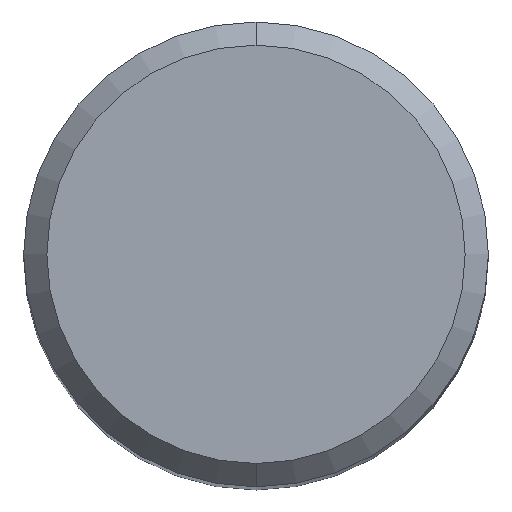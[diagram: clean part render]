
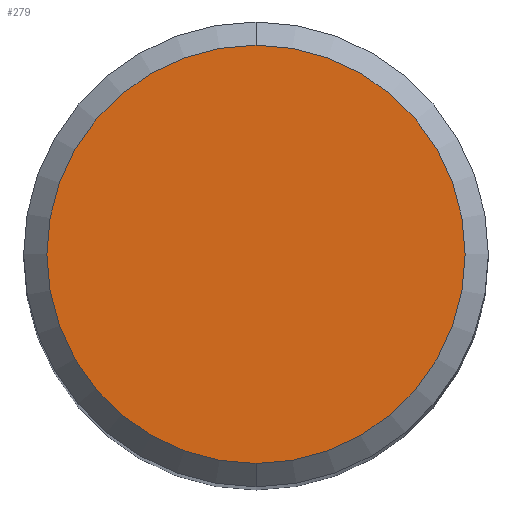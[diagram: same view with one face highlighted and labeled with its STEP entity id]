
A CAD part, top view. The second image highlights one B-rep face of the part: STEP entity #279.
In plain terms, the highlighted planar face has unit normal (0, 0, 1).
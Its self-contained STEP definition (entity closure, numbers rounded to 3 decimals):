
#183=EDGE_CURVE('',#329,#373,#476,.T.);
#201=EDGE_CURVE('',#373,#329,#497,.T.);
#279=ADVANCED_FACE('',(#585),#586,.T.);
#329=VERTEX_POINT('',#638);
#373=VERTEX_POINT('',#687);
#476=CIRCLE('',#793,4.5);
#497=CIRCLE('',#871,4.5);
#585=FACE_OUTER_BOUND('',#1002,.T.);
#586=PLANE('',#1003);
#638=CARTESIAN_POINT('',(0.,-4.5,0.0));
#687=CARTESIAN_POINT('',(0.0,4.5,0.0));
#793=AXIS2_PLACEMENT_3D('',#1435,#1436,#1437);
#871=AXIS2_PLACEMENT_3D('',#1474,#1475,#1476);
#1002=EDGE_LOOP('',(#1582,#1583));
#1003=AXIS2_PLACEMENT_3D('',#1584,#1585,#1586);
#1435=CARTESIAN_POINT('',(0.0,0.0,0.0));
#1436=DIRECTION('',(0.0,0.0,-1.0));
#1437=DIRECTION('',(0.0,1.0,0.0));
#1474=CARTESIAN_POINT('',(0.0,0.0,0.0));
#1475=DIRECTION('',(0.0,0.0,-1.0));
#1476=DIRECTION('',(0.0,1.0,0.0));
#1582=ORIENTED_EDGE('',*,*,#201,.F.);
#1583=ORIENTED_EDGE('',*,*,#183,.F.);
#1584=CARTESIAN_POINT('',(0.0,2.25,0.0));
#1585=DIRECTION('',(-0.0,0.0,1.0));
#1586=DIRECTION('',(0.0,-1.0,0.0));
